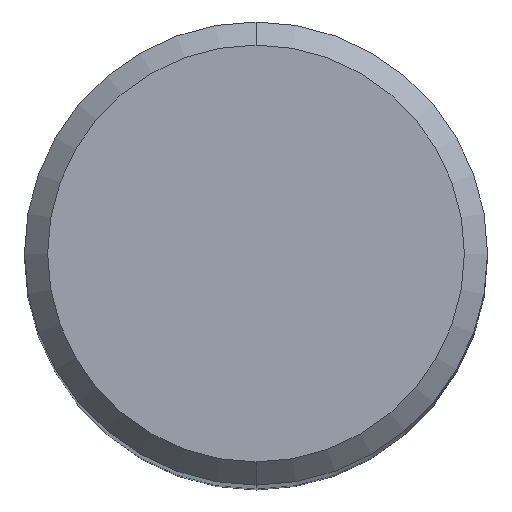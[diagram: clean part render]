
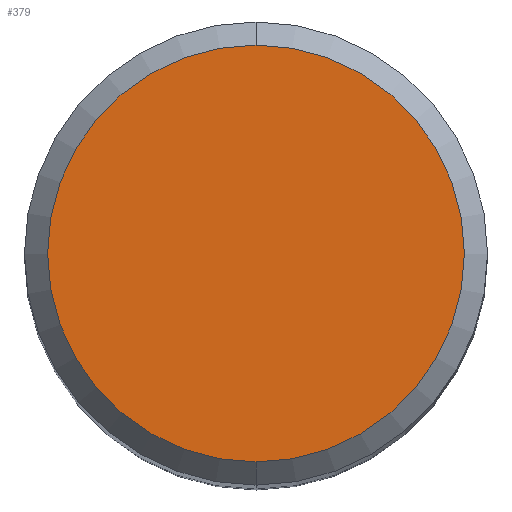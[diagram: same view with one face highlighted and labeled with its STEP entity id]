
A CAD part, top view. The second image highlights one B-rep face of the part: STEP entity #379.
In plain terms, the highlighted planar face has unit normal (0, 0, 1).
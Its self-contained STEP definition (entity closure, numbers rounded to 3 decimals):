
#207=VERTEX_POINT('',#500);
#219=VERTEX_POINT('',#514);
#235=EDGE_CURVE('',#219,#207,#530,.T.);
#311=EDGE_CURVE('',#207,#219,#618,.T.);
#379=ADVANCED_FACE('',(#692),#693,.T.);
#500=CARTESIAN_POINT('',(0.,-3.6,0.0));
#514=CARTESIAN_POINT('',(0.0,3.6,0.0));
#530=CIRCLE('',#924,3.6);
#618=CIRCLE('',#1118,3.6);
#692=FACE_OUTER_BOUND('',#1274,.T.);
#693=PLANE('',#1275);
#924=AXIS2_PLACEMENT_3D('',#1446,#1447,#1448);
#1118=AXIS2_PLACEMENT_3D('',#1579,#1580,#1581);
#1274=EDGE_LOOP('',(#1659,#1660));
#1275=AXIS2_PLACEMENT_3D('',#1661,#1662,#1663);
#1446=CARTESIAN_POINT('',(0.0,0.0,0.0));
#1447=DIRECTION('',(0.0,0.0,-1.0));
#1448=DIRECTION('',(0.0,1.0,0.0));
#1579=CARTESIAN_POINT('',(0.0,0.0,0.0));
#1580=DIRECTION('',(0.0,0.0,-1.0));
#1581=DIRECTION('',(0.0,1.0,0.0));
#1659=ORIENTED_EDGE('',*,*,#235,.F.);
#1660=ORIENTED_EDGE('',*,*,#311,.F.);
#1661=CARTESIAN_POINT('',(0.0,1.8,0.0));
#1662=DIRECTION('',(-0.0,0.0,1.0));
#1663=DIRECTION('',(0.0,-1.0,0.0));
